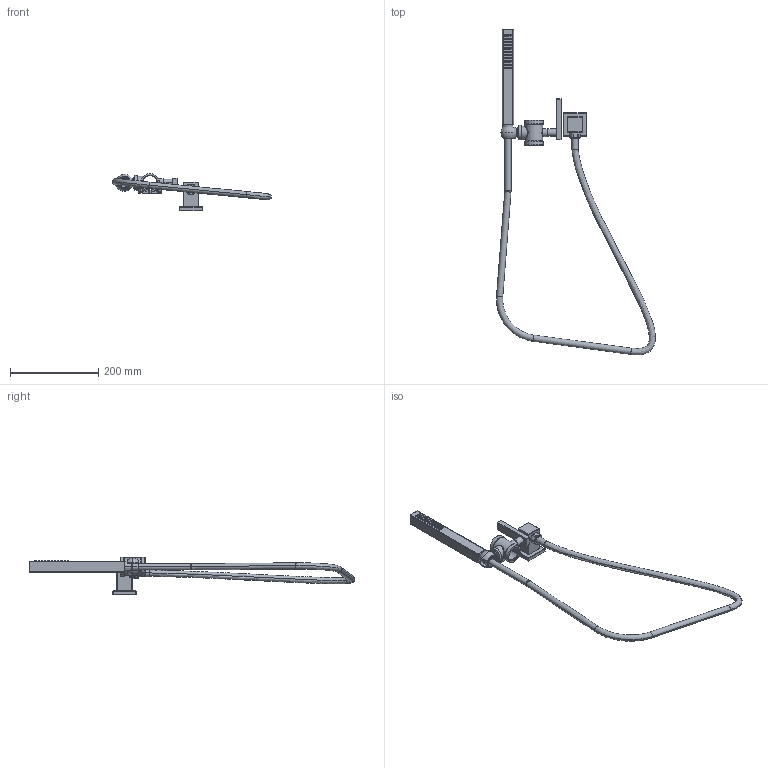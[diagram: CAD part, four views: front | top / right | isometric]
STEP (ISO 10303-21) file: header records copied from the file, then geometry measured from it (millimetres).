
FILE_DESCRIPTION((''),'2;1');
FILE_NAME('2040-0443','2020-12-10T14:46:13',('jinson.thomas'),(''),'CREO PARAMETRIC BY PTC INC, 2018400','CREO PARAMETRIC BY PTC INC, 2018400','');
FILE_SCHEMA(('CONFIG_CONTROL_DESIGN'));
Products named in the file (1): 2040-0443
Bounding box: 359.74 x 737.12 x 84.12 mm (x, y, z)
Volume: 535326.9 mm3; surface area: 139630.7 mm2
Topology: 2 solids, 2 shells, 953 faces, 2154 edges, 1316 vertices
Faces by surface type: bspline 299, cylinder 227, cone 162, plane 137, torus 84, sphere 44
Entity records: 64365 total; most frequent: CARTESIAN_POINT 44770, ORIENTED_EDGE 4308, DIRECTION 3568, EDGE_CURVE 2154, AXIS2_PLACEMENT_3D 1449, VERTEX_POINT 1316, EDGE_LOOP 1068, FACE_OUTER_BOUND 953
